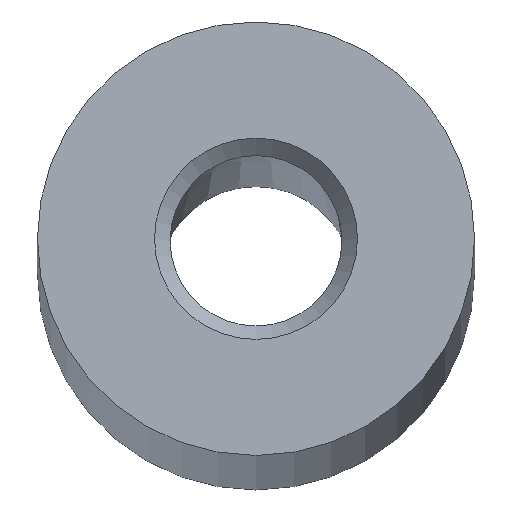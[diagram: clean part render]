
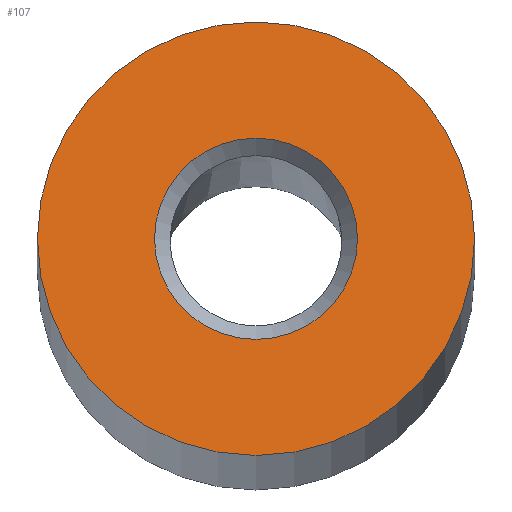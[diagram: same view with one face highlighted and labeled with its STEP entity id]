
A CAD part, top view. The second image highlights one B-rep face of the part: STEP entity #107.
In plain terms, the highlighted planar face has unit normal (0, 0.128, 0.992).
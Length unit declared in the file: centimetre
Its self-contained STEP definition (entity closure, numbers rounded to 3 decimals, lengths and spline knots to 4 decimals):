
#30=FACE_BOUND('',#50,.T.);
#38=FACE_OUTER_BOUND('',#49,.T.);
#49=EDGE_LOOP('',(#92));
#50=EDGE_LOOP('',(#93));
#62=CIRCLE('',#120,1.4);
#63=CIRCLE('',#122,0.65);
#71=VERTEX_POINT('',#177);
#72=VERTEX_POINT('',#180);
#80=EDGE_CURVE('',#71,#71,#62,.T.);
#81=EDGE_CURVE('',#72,#72,#63,.T.);
#92=ORIENTED_EDGE('',*,*,#80,.T.);
#93=ORIENTED_EDGE('',*,*,#81,.T.);
#103=PLANE('',#121);
#107=ADVANCED_FACE('',(#38,#30),#103,.F.);
#120=AXIS2_PLACEMENT_3D('',#178,#145,#146);
#121=AXIS2_PLACEMENT_3D('',#179,#147,#148);
#122=AXIS2_PLACEMENT_3D('',#181,#149,#150);
#145=DIRECTION('center_axis',(0.,0.128,0.992));
#146=DIRECTION('ref_axis',(-1.,0.,0.));
#147=DIRECTION('center_axis',(0.,-0.128,-0.992));
#148=DIRECTION('ref_axis',(1.,0.,0.));
#149=DIRECTION('center_axis',(0.,-0.128,-0.992));
#150=DIRECTION('ref_axis',(-1.,0.,0.));
#177=CARTESIAN_POINT('',(-15.89,10.54,8.235));
#178=CARTESIAN_POINT('Origin',(-14.49,10.54,8.235));
#179=CARTESIAN_POINT('Origin',(-14.49,10.54,8.235));
#180=CARTESIAN_POINT('',(-15.14,10.54,8.235));
#181=CARTESIAN_POINT('Origin',(-14.49,10.54,8.235));
